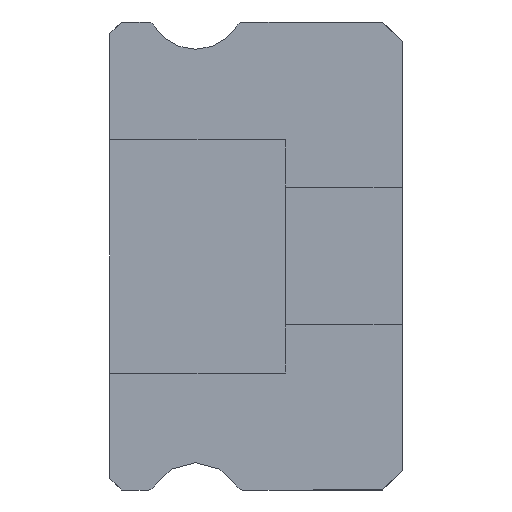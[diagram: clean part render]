
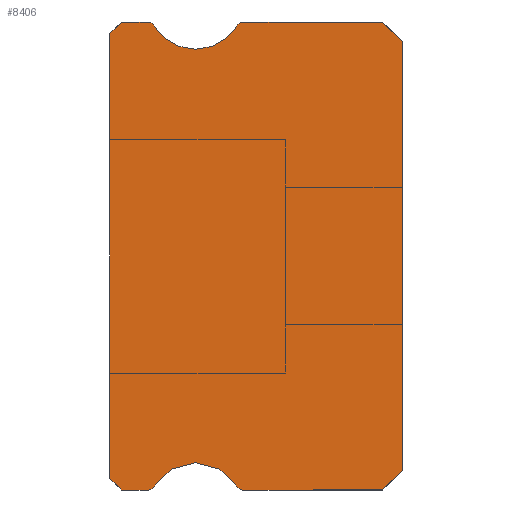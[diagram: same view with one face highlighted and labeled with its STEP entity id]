
A CAD part, left-side view. The second image highlights one B-rep face of the part: STEP entity #8406.
In plain terms, the highlighted planar face has unit normal (-1, 0, 0).
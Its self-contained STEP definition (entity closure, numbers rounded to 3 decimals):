
#85 = AXIS2_PLACEMENT_3D ( 'NONE', #3684, #8430, #10809 ) ;
#143 = AXIS2_PLACEMENT_3D ( 'NONE', #6056, #7773, #10540 ) ;
#217 = DIRECTION ( 'NONE',  ( 0., 0., -1. ) ) ;
#407 = EDGE_CURVE ( 'NONE', #6798, #11564, #1555, .T. ) ;
#502 = CARTESIAN_POINT ( 'NONE',  ( -5., 6.512, -5.85 ) ) ;
#511 = CARTESIAN_POINT ( 'NONE',  ( -5., 0., -5.5 ) ) ;
#529 = DIRECTION ( 'NONE',  ( 0., 0.707, -0.707 ) ) ;
#577 = DIRECTION ( 'NONE',  ( 0., 0., 1. ) ) ;
#656 = DIRECTION ( 'NONE',  ( 0., 0., -1. ) ) ;
#770 = CARTESIAN_POINT ( 'NONE',  ( -5., 4.088, 6. ) ) ;
#813 = DIRECTION ( 'NONE',  ( 1., 0., 0. ) ) ;
#820 = ORIENTED_EDGE ( 'NONE', *, *, #7971, .F. ) ;
#1132 = VECTOR ( 'NONE', #8423, 1000. ) ;
#1173 = CARTESIAN_POINT ( 'NONE',  ( -5., 7.2, -6. ) ) ;
#1185 = EDGE_CURVE ( 'NONE', #1918, #9492, #1328, .T. ) ;
#1227 = VERTEX_POINT ( 'NONE', #11118 ) ;
#1304 = ORIENTED_EDGE ( 'NONE', *, *, #6799, .F. ) ;
#1328 = LINE ( 'NONE', #9404, #8754 ) ;
#1464 = CARTESIAN_POINT ( 'NONE',  ( -5., 7.5, -5.7 ) ) ;
#1470 = EDGE_CURVE ( 'NONE', #4718, #3309, #6870, .T. ) ;
#1481 = CIRCLE ( 'NONE', #9015, 1.25 ) ;
#1512 = CARTESIAN_POINT ( 'NONE',  ( -5., 0., -5.5 ) ) ;
#1555 = LINE ( 'NONE', #4078, #3108 ) ;
#1720 = EDGE_CURVE ( 'NONE', #5647, #1903, #7245, .T. ) ;
#1756 = CARTESIAN_POINT ( 'NONE',  ( -5., 7.5, 5.7 ) ) ;
#1817 = DIRECTION ( 'NONE',  ( 0., 0., -1. ) ) ;
#1903 = VERTEX_POINT ( 'NONE', #4172 ) ;
#1918 = VERTEX_POINT ( 'NONE', #1464 ) ;
#2109 = CARTESIAN_POINT ( 'NONE',  ( -5., 7.2, 6. ) ) ;
#2185 = VERTEX_POINT ( 'NONE', #5080 ) ;
#2240 = LINE ( 'NONE', #9425, #4682 ) ;
#2306 = DIRECTION ( 'NONE',  ( 0., 1., 0. ) ) ;
#2564 = CARTESIAN_POINT ( 'NONE',  ( -5., 5.3, -6.55 ) ) ;
#2718 = DIRECTION ( 'NONE',  ( 0., -1., 0. ) ) ;
#2861 = LINE ( 'NONE', #10038, #3126 ) ;
#2871 = CIRCLE ( 'NONE', #9453, 0.15 ) ;
#3009 = AXIS2_PLACEMENT_3D ( 'NONE', #7544, #8488, #217 ) ;
#3108 = VECTOR ( 'NONE', #5896, 1000. ) ;
#3126 = VECTOR ( 'NONE', #4668, 1000. ) ;
#3150 = CIRCLE ( 'NONE', #10288, 1.25 ) ;
#3213 = EDGE_CURVE ( 'NONE', #8696, #3595, #3150, .T. ) ;
#3309 = VERTEX_POINT ( 'NONE', #10406 ) ;
#3396 = ORIENTED_EDGE ( 'NONE', *, *, #4297, .F. ) ;
#3595 = VERTEX_POINT ( 'NONE', #9113 ) ;
#3684 = CARTESIAN_POINT ( 'NONE',  ( -5., 5.3, 6.55 ) ) ;
#3928 = AXIS2_PLACEMENT_3D ( 'NONE', #8812, #4156, #6224 ) ;
#3985 = DIRECTION ( 'NONE',  ( 0., -0.707, -0.707 ) ) ;
#4011 = EDGE_LOOP ( 'NONE', ( #10008, #1304, #5252, #10119, #10159, #7139, #6523, #8611, #6260, #6145, #6347, #6803, #3396, #6533, #9920, #820, #9933 ) ) ;
#4024 = VERTEX_POINT ( 'NONE', #1756 ) ;
#4078 = CARTESIAN_POINT ( 'NONE',  ( -5., 0., 5.5 ) ) ;
#4100 = CIRCLE ( 'NONE', #10685, 0.15 ) ;
#4141 = CARTESIAN_POINT ( 'NONE',  ( -5., 6.512, -6. ) ) ;
#4156 = DIRECTION ( 'NONE',  ( 1., 0., 0. ) ) ;
#4172 = CARTESIAN_POINT ( 'NONE',  ( -5., 0.5, 6. ) ) ;
#4292 = EDGE_CURVE ( 'NONE', #6798, #2185, #5737, .T. ) ;
#4297 = EDGE_CURVE ( 'NONE', #10691, #5647, #5995, .T. ) ;
#4453 = CARTESIAN_POINT ( 'NONE',  ( -5., 4.217, -5.925 ) ) ;
#4499 = EDGE_CURVE ( 'NONE', #9492, #4778, #2861, .T. ) ;
#4668 = DIRECTION ( 'NONE',  ( 0., -1., 0. ) ) ;
#4682 = VECTOR ( 'NONE', #577, 1000. ) ;
#4718 = VERTEX_POINT ( 'NONE', #6663 ) ;
#4737 = CARTESIAN_POINT ( 'NONE',  ( -5., 0.5, 6. ) ) ;
#4778 = VERTEX_POINT ( 'NONE', #4141 ) ;
#4809 = CARTESIAN_POINT ( 'NONE',  ( -5., 6.512, -6. ) ) ;
#4812 = DIRECTION ( 'NONE',  ( -1., 0., 0. ) ) ;
#4994 = LINE ( 'NONE', #8612, #10705 ) ;
#5080 = CARTESIAN_POINT ( 'NONE',  ( -5., 0.5, -6. ) ) ;
#5085 = DIRECTION ( 'NONE',  ( 0., -0.707, -0.707 ) ) ;
#5200 = DIRECTION ( 'NONE',  ( 0., 0.707, -0.707 ) ) ;
#5252 = ORIENTED_EDGE ( 'NONE', *, *, #1185, .T. ) ;
#5310 = CARTESIAN_POINT ( 'NONE',  ( -5., 0., 5.5 ) ) ;
#5647 = VERTEX_POINT ( 'NONE', #770 ) ;
#5737 = LINE ( 'NONE', #1512, #11085 ) ;
#5749 = VERTEX_POINT ( 'NONE', #7465 ) ;
#5896 = DIRECTION ( 'NONE',  ( 0., 0., 1. ) ) ;
#5976 = VECTOR ( 'NONE', #2306, 1000. ) ;
#5994 = FACE_OUTER_BOUND ( 'NONE', #4011, .T. ) ;
#5995 = CIRCLE ( 'NONE', #3928, 0.15 ) ;
#6015 = VECTOR ( 'NONE', #3985, 1000. ) ;
#6056 = CARTESIAN_POINT ( 'NONE',  ( -5., 6.512, 5.85 ) ) ;
#6145 = ORIENTED_EDGE ( 'NONE', *, *, #407, .T. ) ;
#6224 = DIRECTION ( 'NONE',  ( 0., 0., -1. ) ) ;
#6251 = CARTESIAN_POINT ( 'NONE',  ( -5., 6.512, 6. ) ) ;
#6260 = ORIENTED_EDGE ( 'NONE', *, *, #4292, .F. ) ;
#6347 = ORIENTED_EDGE ( 'NONE', *, *, #9851, .F. ) ;
#6523 = ORIENTED_EDGE ( 'NONE', *, *, #7389, .F. ) ;
#6533 = ORIENTED_EDGE ( 'NONE', *, *, #11622, .F. ) ;
#6663 = CARTESIAN_POINT ( 'NONE',  ( -5., 6.383, 5.925 ) ) ;
#6798 = VERTEX_POINT ( 'NONE', #511 ) ;
#6799 = EDGE_CURVE ( 'NONE', #1918, #4024, #2240, .T. ) ;
#6803 = ORIENTED_EDGE ( 'NONE', *, *, #1720, .F. ) ;
#6870 = CIRCLE ( 'NONE', #85, 1.25 ) ;
#7139 = ORIENTED_EDGE ( 'NONE', *, *, #3213, .F. ) ;
#7245 = LINE ( 'NONE', #6251, #11377 ) ;
#7340 = EDGE_CURVE ( 'NONE', #1227, #8366, #7906, .T. ) ;
#7389 = EDGE_CURVE ( 'NONE', #5749, #8696, #4100, .T. ) ;
#7425 = CARTESIAN_POINT ( 'NONE',  ( -5., 5.3, 6.55 ) ) ;
#7465 = CARTESIAN_POINT ( 'NONE',  ( -5., 4.088, -6. ) ) ;
#7544 = CARTESIAN_POINT ( 'NONE',  ( -5., 6.512, 5.85 ) ) ;
#7595 = LINE ( 'NONE', #4809, #1132 ) ;
#7772 = DIRECTION ( 'NONE',  ( 1., 0., 0. ) ) ;
#7773 = DIRECTION ( 'NONE',  ( 1., 0., 0. ) ) ;
#7865 = DIRECTION ( 'NONE',  ( -1., 0., 0. ) ) ;
#7873 = CARTESIAN_POINT ( 'NONE',  ( -5., 4.217, 5.925 ) ) ;
#7906 = LINE ( 'NONE', #10367, #5976 ) ;
#7929 = EDGE_CURVE ( 'NONE', #2185, #5749, #7595, .T. ) ;
#7971 = EDGE_CURVE ( 'NONE', #1227, #4718, #11294, .T. ) ;
#8366 = VERTEX_POINT ( 'NONE', #2109 ) ;
#8406 = ADVANCED_FACE ( 'NONE', ( #5994 ), #11419, .F. ) ;
#8423 = DIRECTION ( 'NONE',  ( 0., 1., 0. ) ) ;
#8430 = DIRECTION ( 'NONE',  ( -1., 0., 0. ) ) ;
#8471 = LINE ( 'NONE', #4737, #6015 ) ;
#8488 = DIRECTION ( 'NONE',  ( 1., 0., 0. ) ) ;
#8527 = DIRECTION ( 'NONE',  ( 0., 0., -1. ) ) ;
#8611 = ORIENTED_EDGE ( 'NONE', *, *, #7929, .F. ) ;
#8612 = CARTESIAN_POINT ( 'NONE',  ( -5., 7.5, 5.7 ) ) ;
#8696 = VERTEX_POINT ( 'NONE', #4453 ) ;
#8754 = VECTOR ( 'NONE', #5085, 1000. ) ;
#8812 = CARTESIAN_POINT ( 'NONE',  ( -5., 4.088, 5.85 ) ) ;
#9015 = AXIS2_PLACEMENT_3D ( 'NONE', #7425, #4812, #9256 ) ;
#9113 = CARTESIAN_POINT ( 'NONE',  ( -5., 6.383, -5.925 ) ) ;
#9256 = DIRECTION ( 'NONE',  ( 0., 0., -1. ) ) ;
#9404 = CARTESIAN_POINT ( 'NONE',  ( -5., 7.2, -6. ) ) ;
#9425 = CARTESIAN_POINT ( 'NONE',  ( -5., 7.5, 5.85 ) ) ;
#9453 = AXIS2_PLACEMENT_3D ( 'NONE', #502, #7772, #8527 ) ;
#9492 = VERTEX_POINT ( 'NONE', #1173 ) ;
#9841 = CARTESIAN_POINT ( 'NONE',  ( -5., 4.088, -5.85 ) ) ;
#9851 = EDGE_CURVE ( 'NONE', #1903, #11564, #8471, .T. ) ;
#9920 = ORIENTED_EDGE ( 'NONE', *, *, #1470, .F. ) ;
#9933 = ORIENTED_EDGE ( 'NONE', *, *, #7340, .T. ) ;
#10005 = EDGE_CURVE ( 'NONE', #8366, #4024, #4994, .T. ) ;
#10008 = ORIENTED_EDGE ( 'NONE', *, *, #10005, .T. ) ;
#10038 = CARTESIAN_POINT ( 'NONE',  ( -5., 6.512, -6. ) ) ;
#10119 = ORIENTED_EDGE ( 'NONE', *, *, #4499, .T. ) ;
#10159 = ORIENTED_EDGE ( 'NONE', *, *, #11009, .F. ) ;
#10288 = AXIS2_PLACEMENT_3D ( 'NONE', #2564, #7865, #656 ) ;
#10367 = CARTESIAN_POINT ( 'NONE',  ( -5., 7.2, 6. ) ) ;
#10406 = CARTESIAN_POINT ( 'NONE',  ( -5., 5.3, 5.3 ) ) ;
#10540 = DIRECTION ( 'NONE',  ( 0., 0., -1. ) ) ;
#10685 = AXIS2_PLACEMENT_3D ( 'NONE', #9841, #813, #1817 ) ;
#10691 = VERTEX_POINT ( 'NONE', #7873 ) ;
#10705 = VECTOR ( 'NONE', #529, 1000. ) ;
#10809 = DIRECTION ( 'NONE',  ( 0., 0., -1. ) ) ;
#11009 = EDGE_CURVE ( 'NONE', #3595, #4778, #2871, .T. ) ;
#11085 = VECTOR ( 'NONE', #5200, 1000. ) ;
#11118 = CARTESIAN_POINT ( 'NONE',  ( -5., 6.512, 6. ) ) ;
#11294 = CIRCLE ( 'NONE', #3009, 0.15 ) ;
#11377 = VECTOR ( 'NONE', #2718, 1000. ) ;
#11419 = PLANE ( 'NONE',  #143 ) ;
#11564 = VERTEX_POINT ( 'NONE', #5310 ) ;
#11622 = EDGE_CURVE ( 'NONE', #3309, #10691, #1481, .T. ) ;
